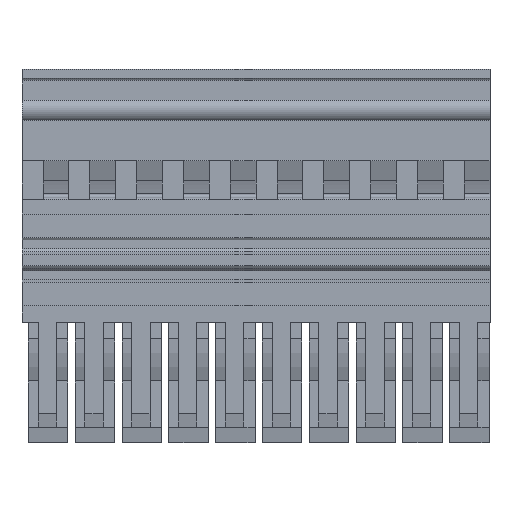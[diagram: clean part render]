
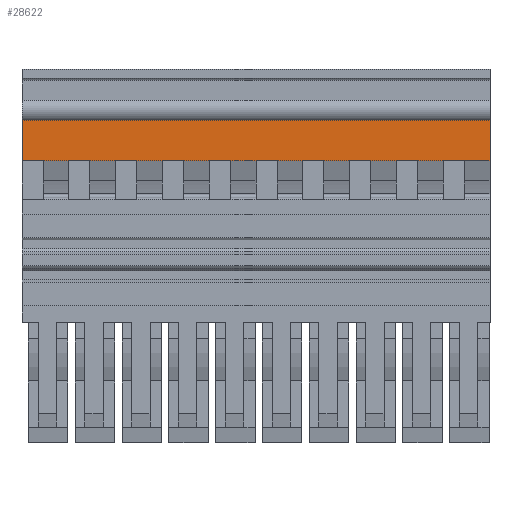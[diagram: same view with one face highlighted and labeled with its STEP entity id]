
A CAD part, front view. The second image highlights one B-rep face of the part: STEP entity #28622.
In plain terms, the highlighted planar face has unit normal (0, -1, 0).
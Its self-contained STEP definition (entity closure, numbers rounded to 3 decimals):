
#28426=AXIS2_PLACEMENT_3D('Plane Axis2P3D',#28423,#28424,#28425) ;
#720=CARTESIAN_POINT('Vertex',(0.,0.6,30.772)) ;
#723=CARTESIAN_POINT('Line Origine',(0.,0.6,32.963)) ;
#727=CARTESIAN_POINT('Vertex',(0.,0.6,35.155)) ;
#28423=CARTESIAN_POINT('Axis2P3D Location',(76.5,0.6,14.7)) ;
#28527=CARTESIAN_POINT('Line Origine',(25.5,0.6,30.772)) ;
#28531=CARTESIAN_POINT('Vertex',(51.,0.6,30.772)) ;
#28604=CARTESIAN_POINT('Line Origine',(51.,0.6,32.963)) ;
#28608=CARTESIAN_POINT('Vertex',(51.,0.6,35.155)) ;
#28611=CARTESIAN_POINT('Line Origine',(25.5,0.6,35.155)) ;
#724=DIRECTION('Vector Direction',(0.,0.,1.)) ;
#28424=DIRECTION('Axis2P3D Direction',(0.,1.,0.)) ;
#28425=DIRECTION('Axis2P3D XDirection',(0.,0.,1.)) ;
#28528=DIRECTION('Vector Direction',(-1.,0.,0.)) ;
#28605=DIRECTION('Vector Direction',(0.,0.,1.)) ;
#28612=DIRECTION('Vector Direction',(-1.,0.,0.)) ;
#725=VECTOR('Line Direction',#724,1.) ;
#28529=VECTOR('Line Direction',#28528,1.) ;
#28606=VECTOR('Line Direction',#28605,1.) ;
#28613=VECTOR('Line Direction',#28612,1.) ;
#28617=ORIENTED_EDGE('',*,*,#28610,.T.) ;
#28618=ORIENTED_EDGE('',*,*,#28615,.T.) ;
#28619=ORIENTED_EDGE('',*,*,#729,.T.) ;
#28620=ORIENTED_EDGE('',*,*,#28533,.F.) ;
#28622=ADVANCED_FACE('V1',(#28621),#28427,.F.) ;
#729=EDGE_CURVE('',#728,#721,#726,.F.) ;
#28533=EDGE_CURVE('',#28532,#721,#28530,.T.) ;
#28610=EDGE_CURVE('',#28532,#28609,#28607,.T.) ;
#28615=EDGE_CURVE('',#28609,#728,#28614,.T.) ;
#28616=EDGE_LOOP('',(#28617,#28618,#28619,#28620)) ;
#28621=FACE_OUTER_BOUND('',#28616,.T.) ;
#726=LINE('Line',#723,#725) ;
#28530=LINE('Line',#28527,#28529) ;
#28607=LINE('Line',#28604,#28606) ;
#28614=LINE('Line',#28611,#28613) ;
#28427=PLANE('',#28426) ;
#721=VERTEX_POINT('',#720) ;
#728=VERTEX_POINT('',#727) ;
#28532=VERTEX_POINT('',#28531) ;
#28609=VERTEX_POINT('',#28608) ;
